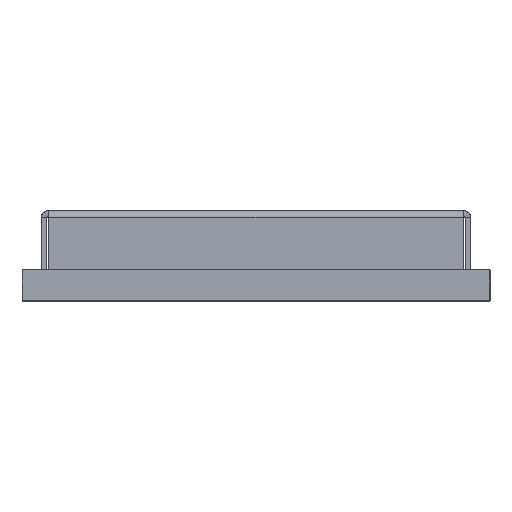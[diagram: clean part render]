
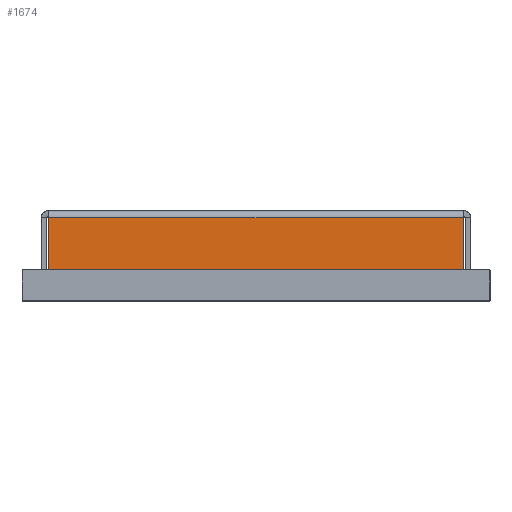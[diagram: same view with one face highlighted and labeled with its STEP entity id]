
A CAD part, top view. The second image highlights one B-rep face of the part: STEP entity #1674.
In plain terms, the highlighted planar face has unit normal (0, 0, 1).
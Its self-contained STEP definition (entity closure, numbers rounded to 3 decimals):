
#402 = VECTOR ( 'NONE', #8083, 1000. ) ;
#882 = CARTESIAN_POINT ( 'NONE',  ( 0., 3., 10.5 ) ) ;
#1057 = DIRECTION ( 'NONE',  ( 0., -1., 0. ) ) ;
#1096 = DIRECTION ( 'NONE',  ( -1., 0., 0. ) ) ;
#1574 = VERTEX_POINT ( 'NONE', #4843 ) ;
#1674 = ADVANCED_FACE ( 'NONE', ( #9805 ), #5703, .T. ) ;
#1908 = LINE ( 'NONE', #8278, #8605 ) ;
#2142 = ORIENTED_EDGE ( 'NONE', *, *, #11483, .T. ) ;
#3065 = ORIENTED_EDGE ( 'NONE', *, *, #5444, .T. ) ;
#3209 = CARTESIAN_POINT ( 'NONE',  ( -7.524, 3.05, 10.5 ) ) ;
#3874 = LINE ( 'NONE', #3209, #402 ) ;
#3981 = CARTESIAN_POINT ( 'NONE',  ( 0., 0., 10.5 ) ) ;
#4843 = CARTESIAN_POINT ( 'NONE',  ( -7.524, 3., 10.5 ) ) ;
#5250 = AXIS2_PLACEMENT_3D ( 'NONE', #3981, #10767, #1057 ) ;
#5444 = EDGE_CURVE ( 'NONE', #12316, #1574, #5964, .T. ) ;
#5450 = VERTEX_POINT ( 'NONE', #8818 ) ;
#5703 = PLANE ( 'NONE',  #5250 ) ;
#5964 = LINE ( 'NONE', #882, #9907 ) ;
#6455 = VECTOR ( 'NONE', #10783, 1000. ) ;
#7434 = CARTESIAN_POINT ( 'NONE',  ( 7.524, 1.1, 10.5 ) ) ;
#8037 = CARTESIAN_POINT ( 'NONE',  ( 7.524, 3., 10.5 ) ) ;
#8083 = DIRECTION ( 'NONE',  ( 0., 1., 0. ) ) ;
#8278 = CARTESIAN_POINT ( 'NONE',  ( 7.524, 0., 10.5 ) ) ;
#8605 = VECTOR ( 'NONE', #11474, 1000. ) ;
#8769 = VERTEX_POINT ( 'NONE', #7434 ) ;
#8818 = CARTESIAN_POINT ( 'NONE',  ( -7.524, 1.1, 10.5 ) ) ;
#8959 = CARTESIAN_POINT ( 'NONE',  ( -7.795, 1.1, 10.5 ) ) ;
#9220 = ORIENTED_EDGE ( 'NONE', *, *, #12307, .F. ) ;
#9805 = FACE_OUTER_BOUND ( 'NONE', #12511, .T. ) ;
#9907 = VECTOR ( 'NONE', #1096, 1000. ) ;
#9974 = LINE ( 'NONE', #8959, #6455 ) ;
#10767 = DIRECTION ( 'NONE',  ( 0., 0., 1. ) ) ;
#10783 = DIRECTION ( 'NONE',  ( -1., 0., 0. ) ) ;
#11185 = EDGE_CURVE ( 'NONE', #8769, #5450, #9974, .T. ) ;
#11474 = DIRECTION ( 'NONE',  ( 0., 1., 0. ) ) ;
#11483 = EDGE_CURVE ( 'NONE', #8769, #12316, #1908, .T. ) ;
#12307 = EDGE_CURVE ( 'NONE', #5450, #1574, #3874, .T. ) ;
#12316 = VERTEX_POINT ( 'NONE', #8037 ) ;
#12488 = ORIENTED_EDGE ( 'NONE', *, *, #11185, .F. ) ;
#12511 = EDGE_LOOP ( 'NONE', ( #9220, #12488, #2142, #3065 ) ) ;
